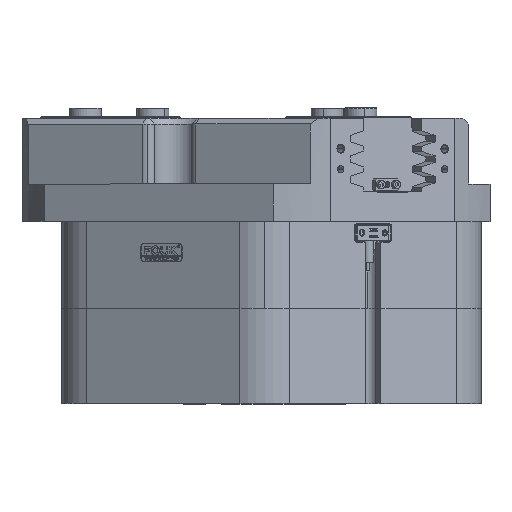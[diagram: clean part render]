
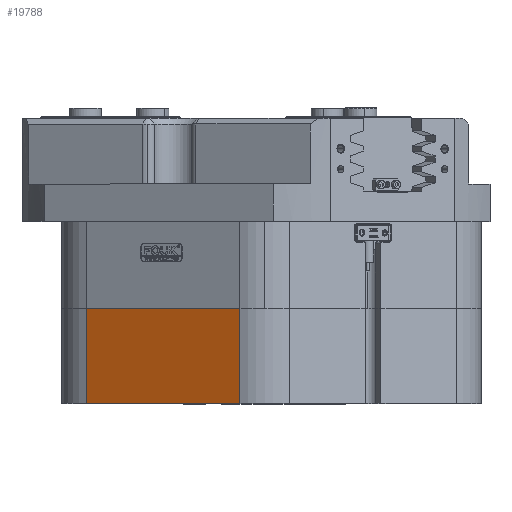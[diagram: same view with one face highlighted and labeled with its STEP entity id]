
A CAD part, top view. The second image highlights one B-rep face of the part: STEP entity #19788.
In plain terms, the highlighted face is planar.
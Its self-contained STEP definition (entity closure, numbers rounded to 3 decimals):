
#4467 = CARTESIAN_POINT ( 'NONE',  ( 72.5, 0., -125.574 ) ) ;
#5469 = FACE_OUTER_BOUND ( 'NONE', #13629, .T. ) ;
#8037 = VECTOR ( 'NONE', #57640, 1000. ) ;
#9061 = ORIENTED_EDGE ( 'NONE', *, *, #48806, .T. ) ;
#11747 = VERTEX_POINT ( 'NONE', #41046 ) ;
#11956 = VECTOR ( 'NONE', #43536, 1000. ) ;
#12671 = DIRECTION ( 'NONE',  ( 0., -1., 0. ) ) ;
#13629 = EDGE_LOOP ( 'NONE', ( #30968, #30681, #44226, #9061 ) ) ;
#15679 = CARTESIAN_POINT ( 'NONE',  ( 20., 0., -155.885 ) ) ;
#18624 = VERTEX_POINT ( 'NONE', #15679 ) ;
#19788 = ADVANCED_FACE ( 'NONE', ( #5469 ), #21522, .T. ) ;
#21522 = PLANE ( 'NONE',  #34503 ) ;
#25355 = VERTEX_POINT ( 'NONE', #33334 ) ;
#25721 = LINE ( 'NONE', #41196, #49534 ) ;
#26415 = CARTESIAN_POINT ( 'NONE',  ( 20., 0., -155.885 ) ) ;
#28764 = CARTESIAN_POINT ( 'NONE',  ( 290., 65., 0. ) ) ;
#30681 = ORIENTED_EDGE ( 'NONE', *, *, #54136, .T. ) ;
#30968 = ORIENTED_EDGE ( 'NONE', *, *, #41286, .F. ) ;
#31002 = DIRECTION ( 'NONE',  ( 0., 1., 0. ) ) ;
#33334 = CARTESIAN_POINT ( 'NONE',  ( 125., 0., -95.263 ) ) ;
#34503 = AXIS2_PLACEMENT_3D ( 'NONE', #54780, #51221, #37513 ) ;
#37513 = DIRECTION ( 'NONE',  ( -0.866, 0., -0.5 ) ) ;
#39644 = EDGE_CURVE ( 'NONE', #25355, #18624, #57287, .T. ) ;
#41046 = CARTESIAN_POINT ( 'NONE',  ( 20., 65., -155.885 ) ) ;
#41196 = CARTESIAN_POINT ( 'NONE',  ( 125., 0., -95.263 ) ) ;
#41286 = EDGE_CURVE ( 'NONE', #50035, #11747, #46749, .T. ) ;
#42179 = CARTESIAN_POINT ( 'NONE',  ( 125., 65., -95.263 ) ) ;
#43536 = DIRECTION ( 'NONE',  ( -0.866, 0., -0.5 ) ) ;
#44226 = ORIENTED_EDGE ( 'NONE', *, *, #39644, .T. ) ;
#45513 = LINE ( 'NONE', #26415, #47717 ) ;
#46749 = LINE ( 'NONE', #28764, #8037 ) ;
#47717 = VECTOR ( 'NONE', #31002, 1000. ) ;
#48806 = EDGE_CURVE ( 'NONE', #18624, #11747, #45513, .T. ) ;
#49534 = VECTOR ( 'NONE', #12671, 1000. ) ;
#50035 = VERTEX_POINT ( 'NONE', #42179 ) ;
#51221 = DIRECTION ( 'NONE',  ( 0.5, 0., -0.866 ) ) ;
#54136 = EDGE_CURVE ( 'NONE', #50035, #25355, #25721, .T. ) ;
#54780 = CARTESIAN_POINT ( 'NONE',  ( 290., 0., 0. ) ) ;
#57287 = LINE ( 'NONE', #4467, #11956 ) ;
#57640 = DIRECTION ( 'NONE',  ( -0.866, 0., -0.5 ) ) ;
